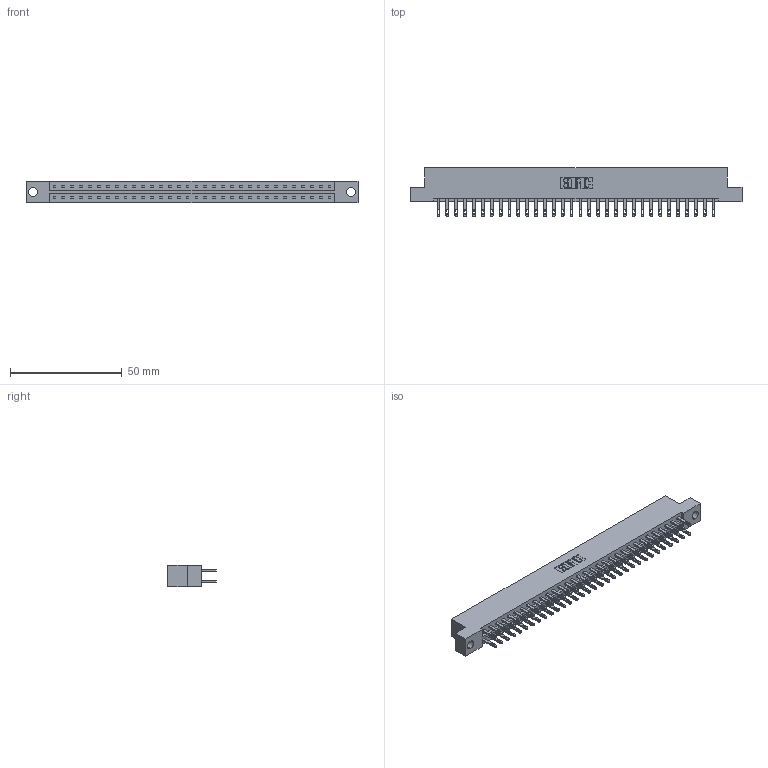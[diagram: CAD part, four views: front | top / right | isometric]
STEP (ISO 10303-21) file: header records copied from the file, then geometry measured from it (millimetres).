
FILE_DESCRIPTION (( 'STEP AP203' ), '1' );
FILE_NAME ('333-064-500-204.STEP', '2018-08-04T09:21:02', ( '' ), ( '' ), 'SwSTEP 2.0', 'SolidWorks 2016', '' );
FILE_SCHEMA (( 'CONFIG_CONTROL_DESIGN' ));
Length unit declared in the file: inch
Products named in the file (3): 333 Part_Flush - .156 Dia - TH; 345-292-001_345-293-100; 333-064-500-204
Assembly tree (65 placements, depth 2):
  333-064-500-204
    333 Part_Flush - .156 Dia - TH
    345-292-001_345-293-100  x64
Bounding box: 148.34 x 21.85 x 9.4 mm (x, y, z)
Volume: 15158.5 mm3; surface area: 18317.3 mm2
Topology: 65 solids, 65 shells, 3186 faces, 9719 edges, 6478 vertices
Faces by surface type: plane 1990, cylinder 1196
Entity records: 21813 total; most frequent: CARTESIAN_POINT 3626, ORIENTED_EDGE 3562, DIRECTION 3117, EDGE_CURVE 1781, VECTOR 1649, LINE 1649, VERTEX_POINT 1186, AXIS2_PLACEMENT_3D 734
